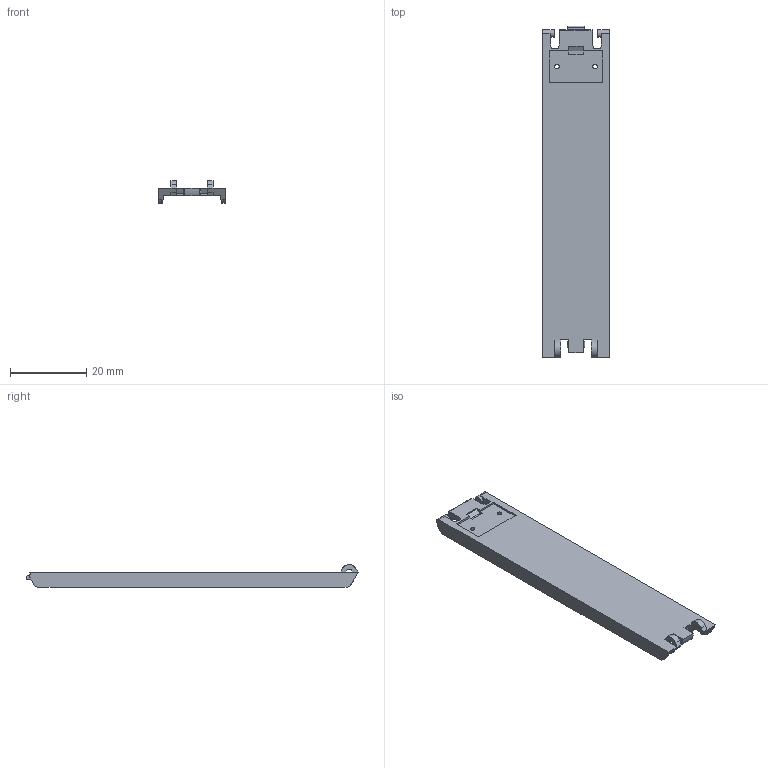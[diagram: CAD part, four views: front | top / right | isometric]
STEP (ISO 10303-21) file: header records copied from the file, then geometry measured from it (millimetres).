
FILE_DESCRIPTION(('CATIA V5R24 STEP','CAx-IF Rec.Pracs.--- Model Styling and Organization---1.2---2011-12-15'),'2;1');
FILE_NAME ('12947125_2', '2018-05-04T04:51:52+00:00', ('Weidmueller Interface'), ('Weidmueller'), 'CATIA Version 5-6 Release 2014 SP4', 'CATIA V5 STEP AP214', 'none');
FILE_SCHEMA(('AUTOMOTIVE_DESIGN { 1 0 10303 214 1 1 1 1 }'));
Length unit declared in the file: millimetre
Products named in the file (1): 1254160000
Bounding box: 17.5 x 86.89 x 6 mm (x, y, z)
Volume: 3218 mm3; surface area: 4096.6 mm2
Topology: 1 solids, 1 shells, 106 faces, 366 edges, 259 vertices
Faces by surface type: plane 72, cylinder 28, extrusion 4, sphere 2
Entity records: 4095 total; most frequent: CARTESIAN_POINT 891, ORIENTED_EDGE 732, DIRECTION 502, EDGE_CURVE 366, VECTOR 279, LINE 275, VERTEX_POINT 259, AXIS2_PLACEMENT_3D 145
